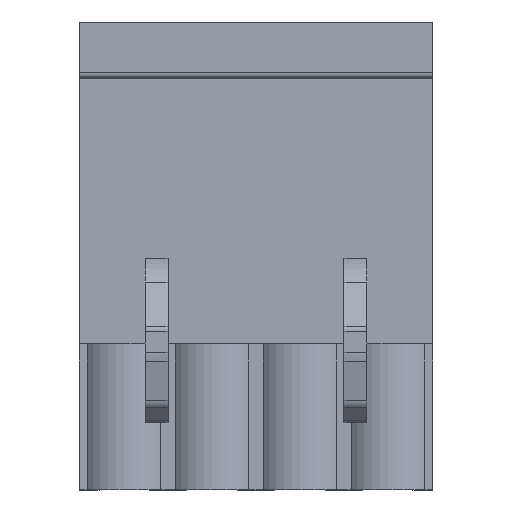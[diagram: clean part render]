
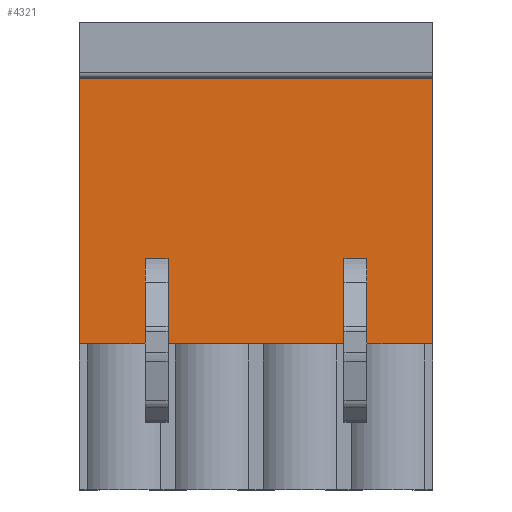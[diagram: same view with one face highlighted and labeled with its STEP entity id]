
A CAD part, top view. The second image highlights one B-rep face of the part: STEP entity #4321.
In plain terms, the highlighted planar face has unit normal (0, 0, 1).
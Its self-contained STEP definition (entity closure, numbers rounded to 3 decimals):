
#86=DIRECTION('',(0.,-1.,0.));
#87=VECTOR('',#86,15.1);
#88=CARTESIAN_POINT('',(0.,9.44,6.96));
#89=LINE('',#88,#87);
#487=DIRECTION('',(1.,0.,0.));
#488=VECTOR('',#487,3.75);
#489=CARTESIAN_POINT('',(0.,-5.66,6.96));
#490=LINE('',#489,#488);
#495=DIRECTION('',(1.,0.,0.));
#496=VECTOR('',#495,10.);
#497=CARTESIAN_POINT('',(5.05,-5.66,6.96));
#498=LINE('',#497,#496);
#503=DIRECTION('',(1.,0.,0.));
#504=VECTOR('',#503,3.75);
#505=CARTESIAN_POINT('',(16.35,-5.66,6.96));
#506=LINE('',#505,#504);
#555=DIRECTION('',(0.,1.,0.));
#556=VECTOR('',#555,4.844);
#557=CARTESIAN_POINT('',(3.75,-5.66,6.96));
#558=LINE('',#557,#556);
#559=DIRECTION('',(1.,0.,0.));
#560=VECTOR('',#559,20.1);
#561=CARTESIAN_POINT('',(0.,9.44,6.96));
#562=LINE('',#561,#560);
#563=DIRECTION('',(0.,1.,0.));
#564=VECTOR('',#563,4.844);
#565=CARTESIAN_POINT('',(16.35,-5.66,6.96));
#566=LINE('',#565,#564);
#567=DIRECTION('',(1.,0.,0.));
#568=VECTOR('',#567,1.3);
#569=CARTESIAN_POINT('',(15.05,-0.816,6.96));
#570=LINE('',#569,#568);
#571=DIRECTION('',(0.,1.,0.));
#572=VECTOR('',#571,4.844);
#573=CARTESIAN_POINT('',(15.05,-5.66,6.96));
#574=LINE('',#573,#572);
#575=DIRECTION('',(0.,1.,0.));
#576=VECTOR('',#575,4.844);
#577=CARTESIAN_POINT('',(5.05,-5.66,6.96));
#578=LINE('',#577,#576);
#579=DIRECTION('',(1.,0.,0.));
#580=VECTOR('',#579,1.3);
#581=CARTESIAN_POINT('',(3.75,-0.816,6.96));
#582=LINE('',#581,#580);
#1578=DIRECTION('',(0.,-1.,0.));
#1579=VECTOR('',#1578,15.1);
#1580=CARTESIAN_POINT('',(20.1,9.44,6.96));
#1581=LINE('',#1580,#1579);
#2967=CARTESIAN_POINT('',(0.,9.44,6.96));
#2968=VERTEX_POINT('',#2967);
#2969=CARTESIAN_POINT('',(0.,-5.66,6.96));
#2970=VERTEX_POINT('',#2969);
#3011=CARTESIAN_POINT('',(20.1,9.44,6.96));
#3012=VERTEX_POINT('',#3011);
#3013=CARTESIAN_POINT('',(20.1,-5.66,6.96));
#3014=VERTEX_POINT('',#3013);
#3803=CARTESIAN_POINT('',(16.35,-5.66,6.96));
#3804=CARTESIAN_POINT('',(16.35,-0.816,6.96));
#3805=VERTEX_POINT('',#3803);
#3806=VERTEX_POINT('',#3804);
#3807=CARTESIAN_POINT('',(15.05,-5.66,6.96));
#3808=CARTESIAN_POINT('',(15.05,-0.816,6.96));
#3809=VERTEX_POINT('',#3807);
#3810=VERTEX_POINT('',#3808);
#3871=CARTESIAN_POINT('',(3.75,-5.66,6.96));
#3872=VERTEX_POINT('',#3871);
#3873=CARTESIAN_POINT('',(3.75,-0.816,6.96));
#3874=VERTEX_POINT('',#3873);
#3875=CARTESIAN_POINT('',(5.05,-5.66,6.96));
#3876=VERTEX_POINT('',#3875);
#3877=CARTESIAN_POINT('',(5.05,-0.816,6.96));
#3878=VERTEX_POINT('',#3877);
#4294=CARTESIAN_POINT('',(0.,9.44,6.96));
#4295=DIRECTION('',(0.,0.,1.));
#4296=DIRECTION('',(0.,-1.,0.));
#4297=AXIS2_PLACEMENT_3D('',#4294,#4295,#4296);
#4298=PLANE('',#4297);
#4300=ORIENTED_EDGE('',*,*,#4299,.F.);
#4301=ORIENTED_EDGE('',*,*,#4253,.F.);
#4302=ORIENTED_EDGE('',*,*,#3926,.F.);
#4304=ORIENTED_EDGE('',*,*,#4303,.T.);
#4306=ORIENTED_EDGE('',*,*,#4305,.T.);
#4307=ORIENTED_EDGE('',*,*,#4269,.F.);
#4309=ORIENTED_EDGE('',*,*,#4308,.T.);
#4311=ORIENTED_EDGE('',*,*,#4310,.F.);
#4313=ORIENTED_EDGE('',*,*,#4312,.F.);
#4314=ORIENTED_EDGE('',*,*,#4261,.F.);
#4316=ORIENTED_EDGE('',*,*,#4315,.T.);
#4318=ORIENTED_EDGE('',*,*,#4317,.F.);
#4319=EDGE_LOOP('',(#4300,#4301,#4302,#4304,#4306,#4307,#4309,#4311,#4313,#4314,
#4316,#4318));
#4320=FACE_OUTER_BOUND('',#4319,.F.);
#4321=ADVANCED_FACE('',(#4320),#4298,.T.);
#3926=EDGE_CURVE('',#2968,#2970,#89,.T.);
#4253=EDGE_CURVE('',#2970,#3872,#490,.T.);
#4261=EDGE_CURVE('',#3876,#3809,#498,.T.);
#4269=EDGE_CURVE('',#3805,#3014,#506,.T.);
#4299=EDGE_CURVE('',#3872,#3874,#558,.T.);
#4303=EDGE_CURVE('',#2968,#3012,#562,.T.);
#4305=EDGE_CURVE('',#3012,#3014,#1581,.T.);
#4308=EDGE_CURVE('',#3805,#3806,#566,.T.);
#4310=EDGE_CURVE('',#3810,#3806,#570,.T.);
#4312=EDGE_CURVE('',#3809,#3810,#574,.T.);
#4315=EDGE_CURVE('',#3876,#3878,#578,.T.);
#4317=EDGE_CURVE('',#3874,#3878,#582,.T.);
